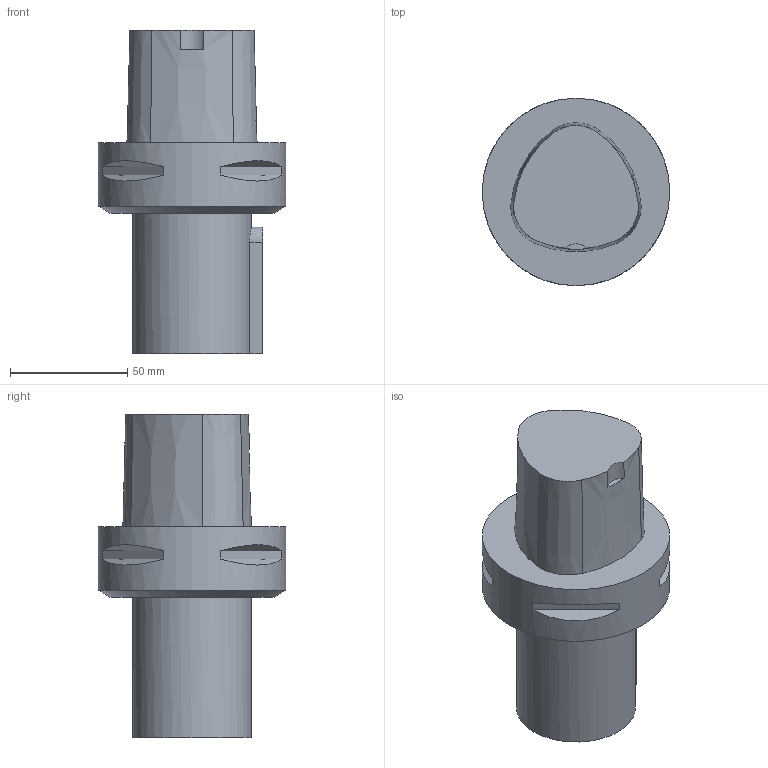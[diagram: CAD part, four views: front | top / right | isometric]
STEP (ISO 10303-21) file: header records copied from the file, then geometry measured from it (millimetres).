
FILE_DESCRIPTION(/* description */ ('3-D model version:1'),/* implementation_level */ '2;1');
FILE_NAME(/* name */ 'C8-A391.10-50030',/* time_stamp */ '2016-12-02T13:52:12',/* author */ ('InteractiveCad'),/* organization */ ('AB Sandvik Coromant'),/* preprocessor_version */ 'ST-DEVELOPER v11',/* originating_system */ 'SIEMENS UGS NX 6.0',/* authorization */ '');
FILE_SCHEMA(('AUTOMOTIVE_DESIGN'));
Length unit declared in the file: millimetre
Products named in the file (1): C8_A391.10_50030_634572172514384697_1_stp
Bounding box: 80 x 80 x 138 mm (x, y, z)
Volume: 378989.9 mm3; surface area: 35735.8 mm2
Topology: 1 solids, 1 shells, 31 faces, 68 edges, 45 vertices
Faces by surface type: plane 20, cone 7, cylinder 4
Full cylindrical faces by diameter (mm): 50.8 x1, 80 x1
Entity records: 947 total; most frequent: DIRECTION 161, CARTESIAN_POINT 158, ORIENTED_EDGE 128, AXIS2_PLACEMENT_3D 65, EDGE_CURVE 64, VERTEX_POINT 44, EDGE_LOOP 40, LINE 31
